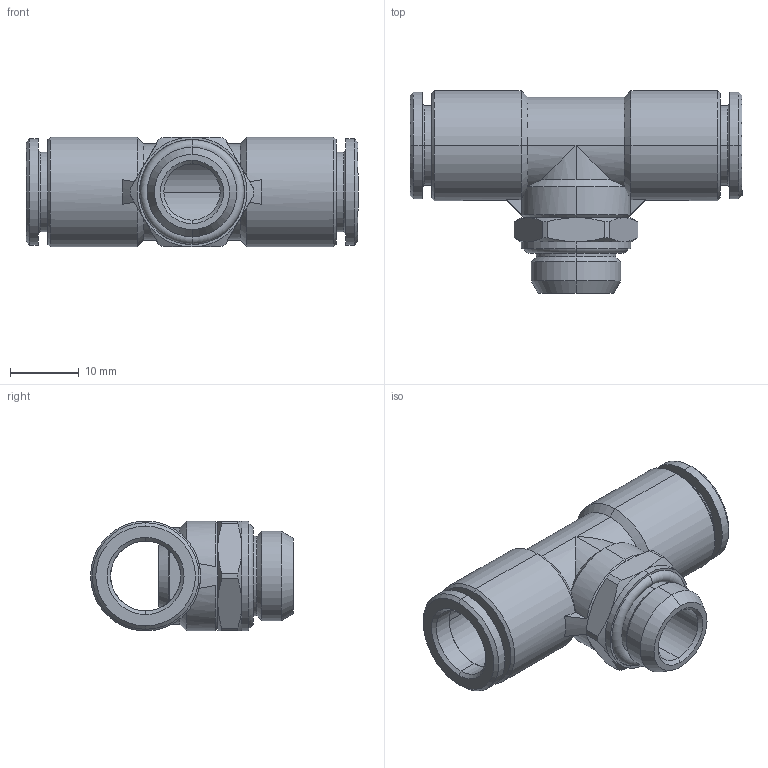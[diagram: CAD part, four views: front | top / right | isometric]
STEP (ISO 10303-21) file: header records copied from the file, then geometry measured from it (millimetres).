
FILE_DESCRIPTION (( 'STEP AP203' ), '1' );
FILE_NAME ('B0120052.STEP', '2011-03-31T07:53:03', ( '' ), ( 'sopra-pneumatic' ), 'SwSTEP 2.0', 'SolidWorks 2009', '' );
FILE_SCHEMA (( 'CONFIG_CONTROL_DESIGN' ));
Length unit declared in the file: millimetre
Products named in the file (1): B0120052
Bounding box: 48.3 x 29.5 x 16 mm (x, y, z)
Volume: 6592 mm3; surface area: 6009.5 mm2
Topology: 2 solids, 2 shells, 136 faces, 310 edges, 186 vertices
Faces by surface type: cone 51, cylinder 47, plane 34, torus 4
Entity records: 4023 total; most frequent: CARTESIAN_POINT 863, DIRECTION 686, ORIENTED_EDGE 620, EDGE_CURVE 310, AXIS2_PLACEMENT_3D 285, VERTEX_POINT 186, EDGE_LOOP 150, CIRCLE 148
